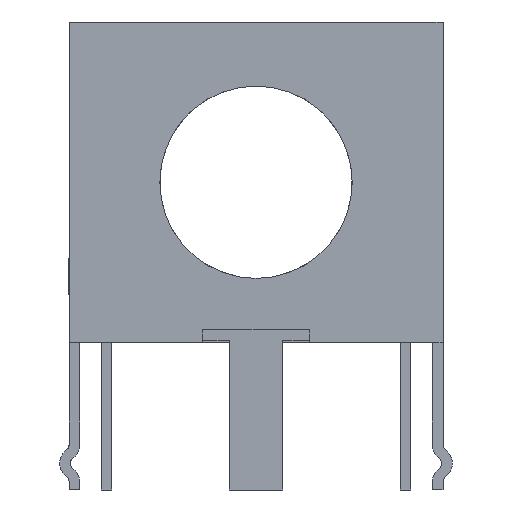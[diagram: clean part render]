
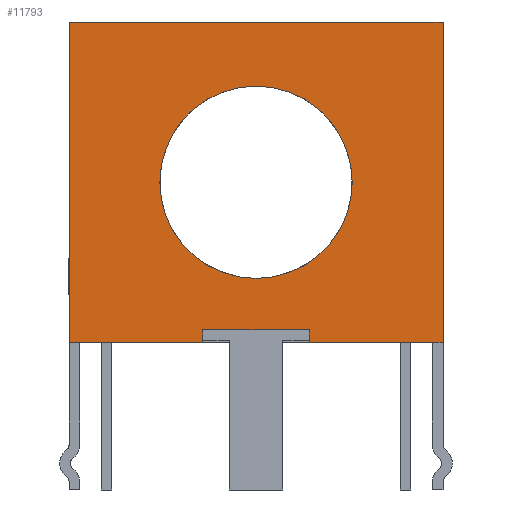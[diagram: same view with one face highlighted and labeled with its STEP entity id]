
A CAD part, left-side view. The second image highlights one B-rep face of the part: STEP entity #11793.
In plain terms, the highlighted planar face has unit normal (-1, 0, 0).
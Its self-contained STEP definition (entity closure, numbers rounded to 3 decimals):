
#1122 = VECTOR ( 'NONE', #1501, 1000. ) ;
#1501 = DIRECTION ( 'NONE',  ( 0., 0., -1. ) ) ;
#1588 = DIRECTION ( 'NONE',  ( 0., 0., -1. ) ) ;
#1707 = EDGE_CURVE ( 'NONE', #5426, #2645, #11893, .T. ) ;
#2422 = ORIENTED_EDGE ( 'NONE', *, *, #8105, .F. ) ;
#2645 = VERTEX_POINT ( 'NONE', #3737 ) ;
#2731 = VECTOR ( 'NONE', #18775, 1000. ) ;
#2875 = FACE_OUTER_BOUND ( 'NONE', #16090, .T. ) ;
#2952 = ORIENTED_EDGE ( 'NONE', *, *, #11646, .T. ) ;
#3373 = DIRECTION ( 'NONE',  ( 0., 0., -1. ) ) ;
#3553 = CARTESIAN_POINT ( 'NONE',  ( -7.5, 0., 3. ) ) ;
#3640 = DIRECTION ( 'NONE',  ( 0., -1., 0. ) ) ;
#3737 = CARTESIAN_POINT ( 'NONE',  ( -7.5, 1., 0.24 ) ) ;
#4059 = EDGE_LOOP ( 'NONE', ( #6139, #6401 ) ) ;
#4230 = VECTOR ( 'NONE', #3640, 1000. ) ;
#4450 = DIRECTION ( 'NONE',  ( 0., 0., -1. ) ) ;
#5379 = CARTESIAN_POINT ( 'NONE',  ( -7.5, 0., 1.2 ) ) ;
#5426 = VERTEX_POINT ( 'NONE', #20413 ) ;
#5717 = VERTEX_POINT ( 'NONE', #21839 ) ;
#5837 = VERTEX_POINT ( 'NONE', #5379 ) ;
#6009 = LINE ( 'NONE', #7036, #15743 ) ;
#6117 = CARTESIAN_POINT ( 'NONE',  ( -7.5, 3.5, 6. ) ) ;
#6139 = ORIENTED_EDGE ( 'NONE', *, *, #17765, .T. ) ;
#6233 = CARTESIAN_POINT ( 'NONE',  ( -7.5, -3.5, 6. ) ) ;
#6401 = ORIENTED_EDGE ( 'NONE', *, *, #19952, .T. ) ;
#6414 = CARTESIAN_POINT ( 'NONE',  ( -7.5, -1., 6. ) ) ;
#6638 = VECTOR ( 'NONE', #12826, 1000. ) ;
#6936 = AXIS2_PLACEMENT_3D ( 'NONE', #3553, #20570, #17229 ) ;
#7036 = CARTESIAN_POINT ( 'NONE',  ( -7.5, 3.5, 0. ) ) ;
#7176 = CARTESIAN_POINT ( 'NONE',  ( -7.5, -3.5, 6. ) ) ;
#7450 = CIRCLE ( 'NONE', #19889, 1.8 ) ;
#8105 = EDGE_CURVE ( 'NONE', #2645, #8759, #11629, .T. ) ;
#8116 = EDGE_CURVE ( 'NONE', #15929, #8759, #6009, .T. ) ;
#8227 = AXIS2_PLACEMENT_3D ( 'NONE', #6117, #14471, #4450 ) ;
#8256 = CARTESIAN_POINT ( 'NONE',  ( -7.5, 3.5, 6. ) ) ;
#8759 = VERTEX_POINT ( 'NONE', #11862 ) ;
#9237 = EDGE_CURVE ( 'NONE', #5717, #15174, #19918, .T. ) ;
#10093 = VECTOR ( 'NONE', #1588, 1000. ) ;
#10463 = ORIENTED_EDGE ( 'NONE', *, *, #18595, .F. ) ;
#10485 = CARTESIAN_POINT ( 'NONE',  ( -7.5, 0., 4.8 ) ) ;
#10546 = CARTESIAN_POINT ( 'NONE',  ( -7.5, 3.5, 0. ) ) ;
#10736 = CARTESIAN_POINT ( 'NONE',  ( -7.5, 3.5, 6. ) ) ;
#10990 = ORIENTED_EDGE ( 'NONE', *, *, #9237, .T. ) ;
#11179 = ORIENTED_EDGE ( 'NONE', *, *, #15768, .F. ) ;
#11223 = CIRCLE ( 'NONE', #6936, 1.8 ) ;
#11353 = ORIENTED_EDGE ( 'NONE', *, *, #12211, .T. ) ;
#11355 = FACE_BOUND ( 'NONE', #4059, .T. ) ;
#11629 = LINE ( 'NONE', #18402, #10093 ) ;
#11646 = EDGE_CURVE ( 'NONE', #12465, #15929, #13507, .T. ) ;
#11793 = ADVANCED_FACE ( 'NONE', ( #11355, #2875 ), #19907, .F. ) ;
#11862 = CARTESIAN_POINT ( 'NONE',  ( -7.5, 1., 0. ) ) ;
#11893 = LINE ( 'NONE', #20339, #2731 ) ;
#12211 = EDGE_CURVE ( 'NONE', #5426, #5717, #14991, .T. ) ;
#12465 = VERTEX_POINT ( 'NONE', #18188 ) ;
#12663 = VERTEX_POINT ( 'NONE', #10485 ) ;
#12826 = DIRECTION ( 'NONE',  ( 0., 0., -1. ) ) ;
#13507 = LINE ( 'NONE', #8256, #14962 ) ;
#13724 = DIRECTION ( 'NONE',  ( 0., 0., -1. ) ) ;
#14151 = VERTEX_POINT ( 'NONE', #7176 ) ;
#14471 = DIRECTION ( 'NONE',  ( 1., 0., 0. ) ) ;
#14962 = VECTOR ( 'NONE', #13724, 1000. ) ;
#14991 = LINE ( 'NONE', #6414, #1122 ) ;
#15174 = VERTEX_POINT ( 'NONE', #20214 ) ;
#15743 = VECTOR ( 'NONE', #20613, 1000. ) ;
#15768 = EDGE_CURVE ( 'NONE', #14151, #15174, #19920, .T. ) ;
#15818 = DIRECTION ( 'NONE',  ( 0., -1., 0. ) ) ;
#15929 = VERTEX_POINT ( 'NONE', #20035 ) ;
#16090 = EDGE_LOOP ( 'NONE', ( #21534, #11353, #10990, #11179, #10463, #2952, #22058, #2422 ) ) ;
#17229 = DIRECTION ( 'NONE',  ( 0., 0., -1. ) ) ;
#17267 = CARTESIAN_POINT ( 'NONE',  ( -7.5, 0., 3. ) ) ;
#17595 = LINE ( 'NONE', #10736, #20735 ) ;
#17765 = EDGE_CURVE ( 'NONE', #5837, #12663, #7450, .T. ) ;
#18188 = CARTESIAN_POINT ( 'NONE',  ( -7.5, 3.5, 6. ) ) ;
#18402 = CARTESIAN_POINT ( 'NONE',  ( -7.5, 1., 0.24 ) ) ;
#18595 = EDGE_CURVE ( 'NONE', #12465, #14151, #17595, .T. ) ;
#18775 = DIRECTION ( 'NONE',  ( 0., 1., 0. ) ) ;
#19889 = AXIS2_PLACEMENT_3D ( 'NONE', #17267, #21858, #3373 ) ;
#19907 = PLANE ( 'NONE',  #8227 ) ;
#19918 = LINE ( 'NONE', #10546, #4230 ) ;
#19920 = LINE ( 'NONE', #6233, #6638 ) ;
#19952 = EDGE_CURVE ( 'NONE', #12663, #5837, #11223, .T. ) ;
#20035 = CARTESIAN_POINT ( 'NONE',  ( -7.5, 3.5, 0. ) ) ;
#20214 = CARTESIAN_POINT ( 'NONE',  ( -7.5, -3.5, 0. ) ) ;
#20339 = CARTESIAN_POINT ( 'NONE',  ( -7.5, 1., 0.24 ) ) ;
#20413 = CARTESIAN_POINT ( 'NONE',  ( -7.5, -1., 0.24 ) ) ;
#20570 = DIRECTION ( 'NONE',  ( 1., 0., 0. ) ) ;
#20613 = DIRECTION ( 'NONE',  ( 0., -1., 0. ) ) ;
#20735 = VECTOR ( 'NONE', #15818, 1000. ) ;
#21534 = ORIENTED_EDGE ( 'NONE', *, *, #1707, .F. ) ;
#21839 = CARTESIAN_POINT ( 'NONE',  ( -7.5, -1., 0. ) ) ;
#21858 = DIRECTION ( 'NONE',  ( 1., 0., 0. ) ) ;
#22058 = ORIENTED_EDGE ( 'NONE', *, *, #8116, .T. ) ;
